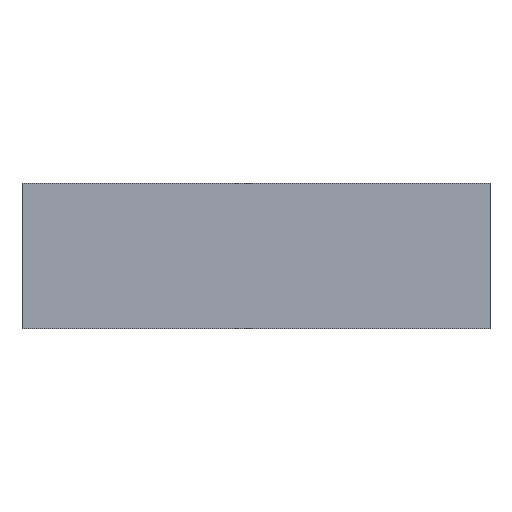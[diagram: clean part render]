
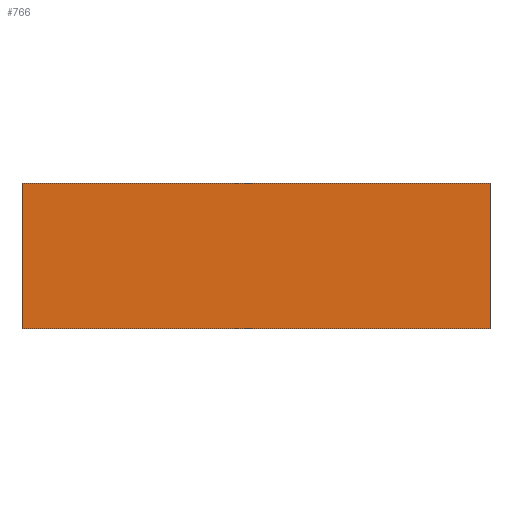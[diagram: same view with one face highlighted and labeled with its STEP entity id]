
A CAD part, front view. The second image highlights one B-rep face of the part: STEP entity #766.
In plain terms, the highlighted face is planar.
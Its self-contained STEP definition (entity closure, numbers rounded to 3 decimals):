
#75=FACE_OUTER_BOUND('',#113,.T.);
#113=EDGE_LOOP('',(#672,#673,#674,#675));
#173=LINE('',#1171,#267);
#205=LINE('',#1252,#299);
#207=LINE('',#1256,#301);
#208=LINE('',#1257,#302);
#267=VECTOR('',#942,10.);
#299=VECTOR('',#1028,10.);
#301=VECTOR('',#1032,10.);
#302=VECTOR('',#1033,10.);
#351=VERTEX_POINT('',#1168);
#352=VERTEX_POINT('',#1170);
#374=VERTEX_POINT('',#1251);
#375=VERTEX_POINT('',#1255);
#438=EDGE_CURVE('',#351,#352,#173,.T.);
#479=EDGE_CURVE('',#352,#374,#205,.T.);
#481=EDGE_CURVE('',#351,#375,#207,.T.);
#482=EDGE_CURVE('',#375,#374,#208,.T.);
#672=ORIENTED_EDGE('',*,*,#438,.F.);
#673=ORIENTED_EDGE('',*,*,#481,.T.);
#674=ORIENTED_EDGE('',*,*,#482,.T.);
#675=ORIENTED_EDGE('',*,*,#479,.F.);
#728=PLANE('',#833);
#766=ADVANCED_FACE('',(#75),#728,.F.);
#833=AXIS2_PLACEMENT_3D('',#1254,#1030,#1031);
#942=DIRECTION('',(1.,0.,0.));
#1028=DIRECTION('',(0.,0.,1.));
#1030=DIRECTION('center_axis',(0.,-1.,0.));
#1031=DIRECTION('ref_axis',(1.,0.,0.));
#1032=DIRECTION('',(0.,0.,1.));
#1033=DIRECTION('',(1.,0.,0.));
#1168=CARTESIAN_POINT('',(325.024,-130.003,29.));
#1170=CARTESIAN_POINT('',(392.689,-130.003,29.));
#1171=CARTESIAN_POINT('',(160.,-130.003,29.));
#1251=CARTESIAN_POINT('',(392.689,-130.003,50.));
#1252=CARTESIAN_POINT('',(392.689,-130.003,29.));
#1254=CARTESIAN_POINT('Origin',(325.024,-130.003,29.));
#1255=CARTESIAN_POINT('',(325.024,-130.003,50.));
#1256=CARTESIAN_POINT('',(325.024,-130.003,29.));
#1257=CARTESIAN_POINT('',(160.,-130.003,50.));
